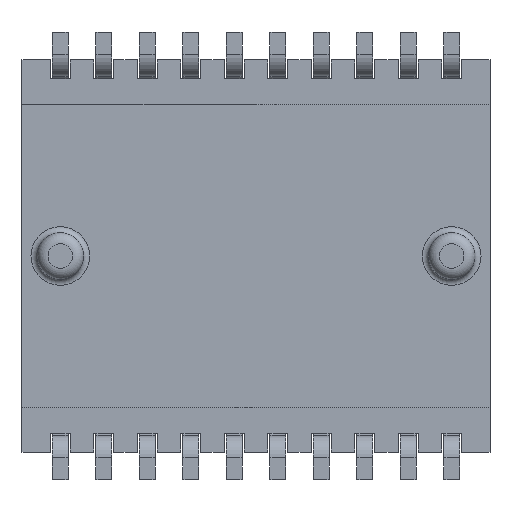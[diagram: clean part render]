
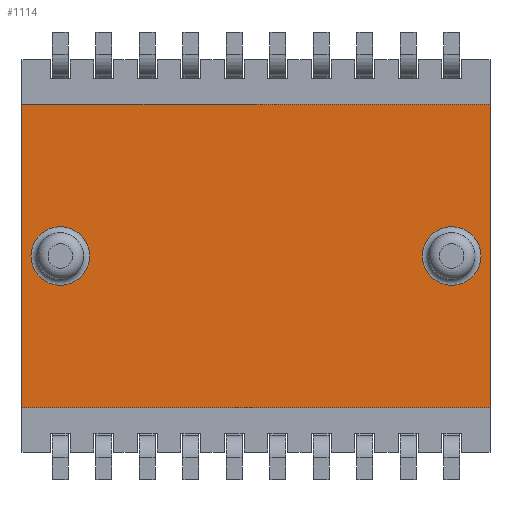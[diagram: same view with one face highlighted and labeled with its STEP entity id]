
A CAD part, front view. The second image highlights one B-rep face of the part: STEP entity #1114.
In plain terms, the highlighted planar face has unit normal (0, -1, 0).
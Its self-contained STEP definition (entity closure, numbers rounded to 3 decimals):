
#1114 = ADVANCED_FACE( '', ( #2487, #2488, #2489 ), #2490, .F. );
#2487 = FACE_BOUND( '', #4149, .T. );
#2488 = FACE_BOUND( '', #4150, .T. );
#2489 = FACE_OUTER_BOUND( '', #4151, .T. );
#2490 = PLANE( '', #4152 );
#4149 = EDGE_LOOP( '', ( #7413 ) );
#4150 = EDGE_LOOP( '', ( #7414 ) );
#4151 = EDGE_LOOP( '', ( #7415, #7416, #7417, #7418 ) );
#4152 = AXIS2_PLACEMENT_3D( '', #7419, #7420, #7421 );
#7413 = ORIENTED_EDGE( '', *, *, #11684, .F. );
#7414 = ORIENTED_EDGE( '', *, *, #11685, .F. );
#7415 = ORIENTED_EDGE( '', *, *, #10562, .F. );
#7416 = ORIENTED_EDGE( '', *, *, #11232, .F. );
#7417 = ORIENTED_EDGE( '', *, *, #11580, .F. );
#7418 = ORIENTED_EDGE( '', *, *, #11686, .T. );
#7419 = CARTESIAN_POINT( '', ( 5.38, 0., 4.509 ) );
#7420 = DIRECTION( '', ( 0., 1., 0. ) );
#7421 = DIRECTION( '', ( 0., 0., 1. ) );
#10562 = EDGE_CURVE( '', #12834, #12835, #12836, .T. );
#11232 = EDGE_CURVE( '', #13975, #12834, #13977, .T. );
#11580 = EDGE_CURVE( '', #14512, #13975, #14513, .T. );
#11684 = EDGE_CURVE( '', #14656, #14656, #14657, .T. );
#11685 = EDGE_CURVE( '', #14658, #14658, #14659, .T. );
#11686 = EDGE_CURVE( '', #14512, #12835, #14660, .T. );
#12834 = VERTEX_POINT( '', #16127 );
#12835 = VERTEX_POINT( '', #16128 );
#12836 = LINE( '', #16129, #16130 );
#13975 = VERTEX_POINT( '', #17728 );
#13977 = LINE( '', #17731, #17732 );
#14512 = VERTEX_POINT( '', #18483 );
#14513 = LINE( '', #18484, #18485 );
#14656 = VERTEX_POINT( '', #18694 );
#14657 = CIRCLE( '', #18695, 0.675 );
#14658 = VERTEX_POINT( '', #18696 );
#14659 = CIRCLE( '', #18697, 0.675 );
#14660 = LINE( '', #18698, #18699 );
#16127 = CARTESIAN_POINT( '', ( 5.38, 0., -3.493 ) );
#16128 = CARTESIAN_POINT( '', ( -5.38, 0., -3.493 ) );
#16129 = CARTESIAN_POINT( '', ( 5.38, 0., -3.493 ) );
#16130 = VECTOR( '', #20297, 1000. );
#17728 = CARTESIAN_POINT( '', ( 5.38, 0., 3.493 ) );
#17731 = CARTESIAN_POINT( '', ( 5.38, 0., 4.509 ) );
#17732 = VECTOR( '', #21040, 1000. );
#18483 = CARTESIAN_POINT( '', ( -5.38, 0., 3.493 ) );
#18484 = CARTESIAN_POINT( '', ( 5.38, 0., 3.493 ) );
#18485 = VECTOR( '', #21449, 1000. );
#18694 = CARTESIAN_POINT( '', ( 4.5, 0., -0.675 ) );
#18695 = AXIS2_PLACEMENT_3D( '', #21549, #21550, #21551 );
#18696 = CARTESIAN_POINT( '', ( -4.5, 0., -0.675 ) );
#18697 = AXIS2_PLACEMENT_3D( '', #21552, #21553, #21554 );
#18698 = CARTESIAN_POINT( '', ( -5.38, 0., 4.509 ) );
#18699 = VECTOR( '', #21555, 1000. );
#20297 = DIRECTION( '', ( -1., 0., 0. ) );
#21040 = DIRECTION( '', ( 0., 0., -1. ) );
#21449 = DIRECTION( '', ( 1., 0., 0. ) );
#21549 = CARTESIAN_POINT( '', ( 4.5, 0., 0. ) );
#21550 = DIRECTION( '', ( 0., -1., 0. ) );
#21551 = DIRECTION( '', ( 0., 0., -1. ) );
#21552 = CARTESIAN_POINT( '', ( -4.5, 0., 0. ) );
#21553 = DIRECTION( '', ( 0., -1., 0. ) );
#21554 = DIRECTION( '', ( 0., 0., -1. ) );
#21555 = DIRECTION( '', ( 0., 0., -1. ) );
